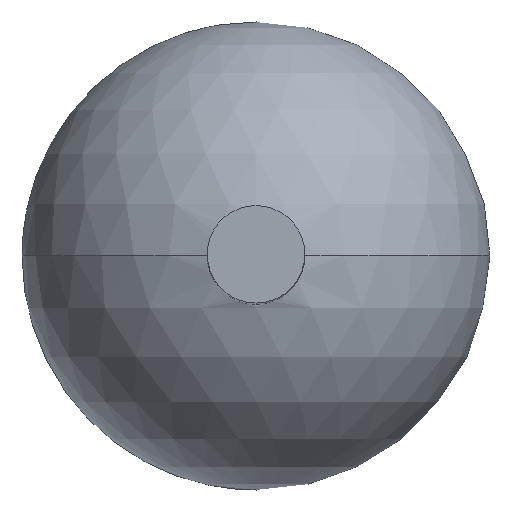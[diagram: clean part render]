
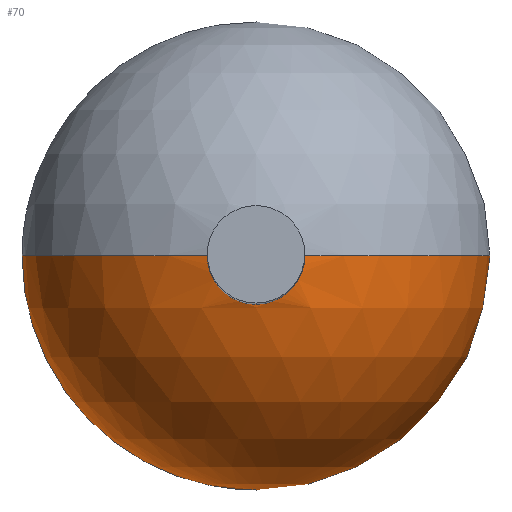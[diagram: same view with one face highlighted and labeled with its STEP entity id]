
A CAD part, top view. The second image highlights one B-rep face of the part: STEP entity #70.
In plain terms, the highlighted spherical face has radius 12 mm.
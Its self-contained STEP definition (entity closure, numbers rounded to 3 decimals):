
#6 = EDGE_CURVE ( 'NONE', #165, #161, #82, .T. ) ;
#23 = DIRECTION ( 'NONE',  ( -1., 0., 0. ) ) ;
#24 = ORIENTED_EDGE ( 'NONE', *, *, #92, .T. ) ;
#27 = CARTESIAN_POINT ( 'NONE',  ( 0., -25., 2.372 ) ) ;
#30 = VERTEX_POINT ( 'NONE', #47 ) ;
#32 = CARTESIAN_POINT ( 'NONE',  ( 0., -25., 14.109 ) ) ;
#36 = CARTESIAN_POINT ( 'NONE',  ( 0., -25., 2.372 ) ) ;
#38 = DIRECTION ( 'NONE',  ( -1., 0., 0. ) ) ;
#46 = CIRCLE ( 'NONE', #158, 12. ) ;
#47 = CARTESIAN_POINT ( 'NONE',  ( 2.5, -25., 14.109 ) ) ;
#58 = CARTESIAN_POINT ( 'NONE',  ( 0., -25., -9.628 ) ) ;
#68 = AXIS2_PLACEMENT_3D ( 'NONE', #36, #121, #88 ) ;
#70 = ADVANCED_FACE ( 'NONE', ( #76 ), #110, .T. ) ;
#76 = FACE_OUTER_BOUND ( 'NONE', #93, .T. ) ;
#78 = DIRECTION ( 'NONE',  ( 1., 0., 0. ) ) ;
#82 = CIRCLE ( 'NONE', #68, 12. ) ;
#88 = DIRECTION ( 'NONE',  ( 0., 0., 1. ) ) ;
#92 = EDGE_CURVE ( 'NONE', #165, #30, #46, .T. ) ;
#93 = EDGE_LOOP ( 'NONE', ( #94, #24, #127 ) ) ;
#94 = ORIENTED_EDGE ( 'NONE', *, *, #6, .F. ) ;
#110 = SPHERICAL_SURFACE ( 'NONE', #141, 12. ) ;
#112 = CIRCLE ( 'NONE', #145, 2.5 ) ;
#114 = DIRECTION ( 'NONE',  ( 0., 0., -1. ) ) ;
#118 = CARTESIAN_POINT ( 'NONE',  ( -2.5, -25., 14.109 ) ) ;
#121 = DIRECTION ( 'NONE',  ( 0., 1., 0. ) ) ;
#122 = DIRECTION ( 'NONE',  ( 0., -1., 0. ) ) ;
#124 = DIRECTION ( 'NONE',  ( 0., -1., 0. ) ) ;
#127 = ORIENTED_EDGE ( 'NONE', *, *, #134, .T. ) ;
#134 = EDGE_CURVE ( 'NONE', #30, #161, #112, .T. ) ;
#141 = AXIS2_PLACEMENT_3D ( 'NONE', #149, #122, #38 ) ;
#145 = AXIS2_PLACEMENT_3D ( 'NONE', #32, #114, #23 ) ;
#149 = CARTESIAN_POINT ( 'NONE',  ( 0., -25., 2.372 ) ) ;
#158 = AXIS2_PLACEMENT_3D ( 'NONE', #27, #124, #78 ) ;
#161 = VERTEX_POINT ( 'NONE', #118 ) ;
#165 = VERTEX_POINT ( 'NONE', #58 ) ;
